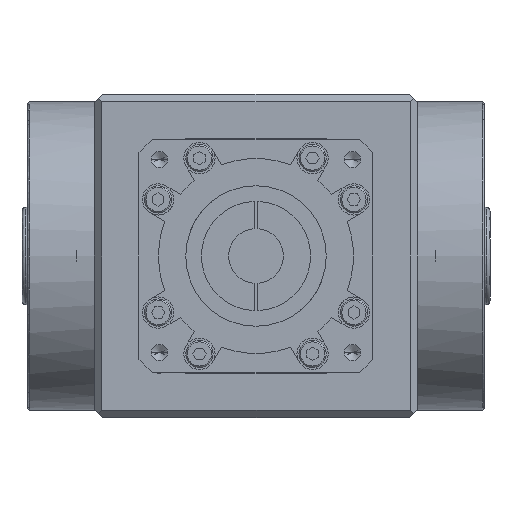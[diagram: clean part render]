
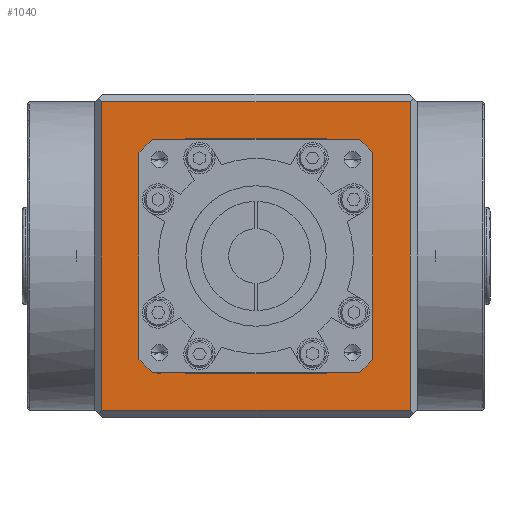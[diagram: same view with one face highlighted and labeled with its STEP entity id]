
A CAD part, front view. The second image highlights one B-rep face of the part: STEP entity #1040.
In plain terms, the highlighted planar face has unit normal (0, -1, 0).
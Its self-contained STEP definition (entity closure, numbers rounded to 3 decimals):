
#1040 = ADVANCED_FACE ( 'NONE', ( #4025 ), #3994, .T. ) ;
#1264 = VERTEX_POINT ( 'NONE', #16992 ) ;
#1615 = CARTESIAN_POINT ( 'NONE',  ( -39.5, 94.2, 39.5 ) ) ;
#2287 = LINE ( 'NONE', #9309, #20239 ) ;
#2453 = CARTESIAN_POINT ( 'NONE',  ( 40., 94.2, 0. ) ) ;
#2834 = LINE ( 'NONE', #7049, #16704 ) ;
#3929 = AXIS2_PLACEMENT_3D ( 'NONE', #2453, #5809, #18912 ) ;
#3994 = PLANE ( 'NONE',  #3929 ) ;
#4025 = FACE_OUTER_BOUND ( 'NONE', #16927, .T. ) ;
#4338 = VERTEX_POINT ( 'NONE', #11004 ) ;
#5809 = DIRECTION ( 'NONE',  ( 0., -1., 0. ) ) ;
#7049 = CARTESIAN_POINT ( 'NONE',  ( -41.5, 94.2, -39.5 ) ) ;
#7505 = EDGE_CURVE ( 'NONE', #1264, #7544, #2834, .T. ) ;
#7544 = VERTEX_POINT ( 'NONE', #15882 ) ;
#8688 = ORIENTED_EDGE ( 'NONE', *, *, #10279, .F. ) ;
#8799 = DIRECTION ( 'NONE',  ( -1., 0., 0. ) ) ;
#9309 = CARTESIAN_POINT ( 'NONE',  ( -41.5, 94.2, 39.5 ) ) ;
#10279 = EDGE_CURVE ( 'NONE', #18733, #4338, #2287, .T. ) ;
#10704 = LINE ( 'NONE', #21271, #14779 ) ;
#10898 = EDGE_CURVE ( 'NONE', #4338, #1264, #10704, .T. ) ;
#10967 = DIRECTION ( 'NONE',  ( 0., 0., -1. ) ) ;
#11004 = CARTESIAN_POINT ( 'NONE',  ( 39.5, 94.2, 39.5 ) ) ;
#11052 = DIRECTION ( 'NONE',  ( 1., 0., 0. ) ) ;
#11990 = ORIENTED_EDGE ( 'NONE', *, *, #7505, .F. ) ;
#14779 = VECTOR ( 'NONE', #10967, 1000. ) ;
#15340 = VECTOR ( 'NONE', #20590, 1000. ) ;
#15584 = ORIENTED_EDGE ( 'NONE', *, *, #10898, .F. ) ;
#15882 = CARTESIAN_POINT ( 'NONE',  ( -39.5, 94.2, -39.5 ) ) ;
#16704 = VECTOR ( 'NONE', #8799, 1000. ) ;
#16927 = EDGE_LOOP ( 'NONE', ( #15584, #8688, #17670, #11990 ) ) ;
#16992 = CARTESIAN_POINT ( 'NONE',  ( 39.5, 94.2, -39.5 ) ) ;
#17670 = ORIENTED_EDGE ( 'NONE', *, *, #21319, .F. ) ;
#18733 = VERTEX_POINT ( 'NONE', #1615 ) ;
#18873 = CARTESIAN_POINT ( 'NONE',  ( -39.5, 94.2, -57.15 ) ) ;
#18912 = DIRECTION ( 'NONE',  ( 0., 0., -1. ) ) ;
#19954 = LINE ( 'NONE', #18873, #15340 ) ;
#20239 = VECTOR ( 'NONE', #11052, 1000. ) ;
#20590 = DIRECTION ( 'NONE',  ( 0., 0., 1. ) ) ;
#21271 = CARTESIAN_POINT ( 'NONE',  ( 39.5, 94.2, -57.15 ) ) ;
#21319 = EDGE_CURVE ( 'NONE', #7544, #18733, #19954, .T. ) ;
